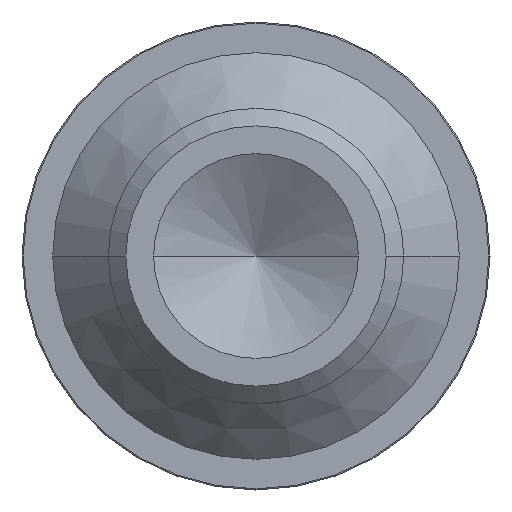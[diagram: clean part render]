
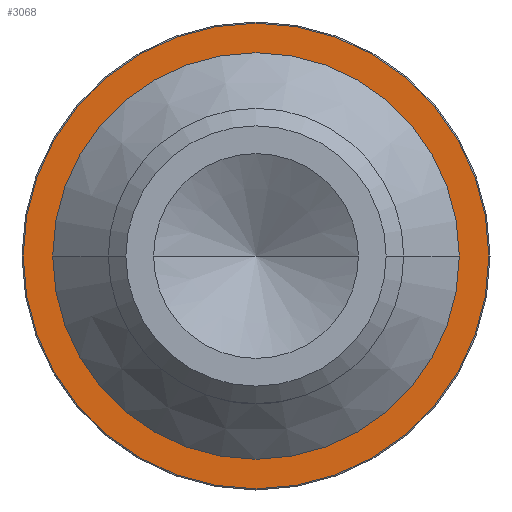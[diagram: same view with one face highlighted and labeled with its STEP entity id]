
A CAD part, front view. The second image highlights one B-rep face of the part: STEP entity #3068.
In plain terms, the highlighted planar face has unit normal (0, -1, 0).
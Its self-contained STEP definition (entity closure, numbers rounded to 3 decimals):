
#1192=CARTESIAN_POINT('',(0.,0.,0.));
#1193=DIRECTION('',(0.,-1.,0.));
#1194=DIRECTION('',(1.,0.,0.));
#1195=AXIS2_PLACEMENT_3D('',#1192,#1193,#1194);
#1207=CARTESIAN_POINT('',(0.,0.,0.));
#1208=DIRECTION('',(0.,-1.,0.));
#1209=DIRECTION('',(-1.,0.,0.));
#1210=AXIS2_PLACEMENT_3D('',#1207,#1208,#1209);
#1253=CARTESIAN_POINT('',(0.,0.,0.));
#1254=DIRECTION('',(0.,-1.,0.));
#1255=DIRECTION('',(-1.,0.,0.));
#1256=AXIS2_PLACEMENT_3D('',#1253,#1254,#1255);
#1258=CARTESIAN_POINT('',(0.,0.,0.));
#1259=DIRECTION('',(0.,1.,0.));
#1260=DIRECTION('',(-1.,0.,0.));
#1261=AXIS2_PLACEMENT_3D('',#1258,#1259,#1260);
#1467=CARTESIAN_POINT('',(-3.475,0.,0.));
#1469=VERTEX_POINT('',#1467);
#1473=CARTESIAN_POINT('',(3.475,0.,0.));
#1475=VERTEX_POINT('',#1473);
#1569=CARTESIAN_POINT('',(3.98,0.,0.));
#1570=CARTESIAN_POINT('',(-3.98,0.,0.));
#1571=VERTEX_POINT('',#1569);
#1572=VERTEX_POINT('',#1570);
#3052=CARTESIAN_POINT('',(0.,0.,0.));
#3053=DIRECTION('',(0.,1.,0.));
#3054=DIRECTION('',(1.,0.,0.));
#3055=AXIS2_PLACEMENT_3D('',#3052,#3053,#3054);
#3056=PLANE('',#3055);
#3057=ORIENTED_EDGE('',*,*,#3042,.F.);
#3059=ORIENTED_EDGE('',*,*,#3058,.F.);
#3060=EDGE_LOOP('',(#3057,#3059));
#3061=FACE_OUTER_BOUND('',#3060,.F.);
#3063=ORIENTED_EDGE('',*,*,#3062,.T.);
#3065=ORIENTED_EDGE('',*,*,#3064,.F.);
#3066=EDGE_LOOP('',(#3063,#3065));
#3067=FACE_BOUND('',#3066,.F.);
#3068=ADVANCED_FACE('',(#3061,#3067),#3056,.F.);
#1196=CIRCLE('',#1195,3.98);
#1211=CIRCLE('',#1210,3.98);
#1257=CIRCLE('',#1256,3.475);
#1262=CIRCLE('',#1261,3.475);
#3042=EDGE_CURVE('',#1571,#1572,#1196,.T.);
#3058=EDGE_CURVE('',#1572,#1571,#1211,.T.);
#3062=EDGE_CURVE('',#1469,#1475,#1257,.T.);
#3064=EDGE_CURVE('',#1469,#1475,#1262,.T.);
